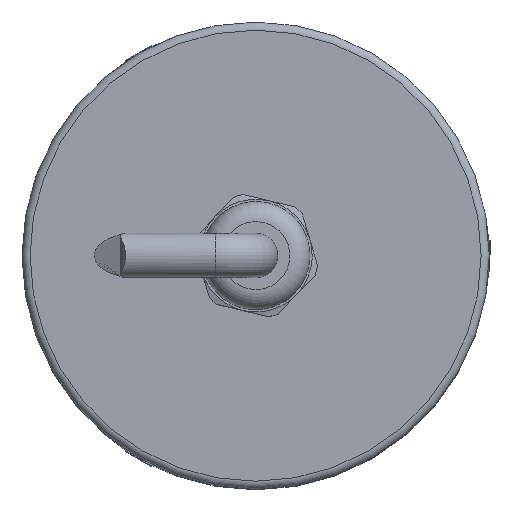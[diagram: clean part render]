
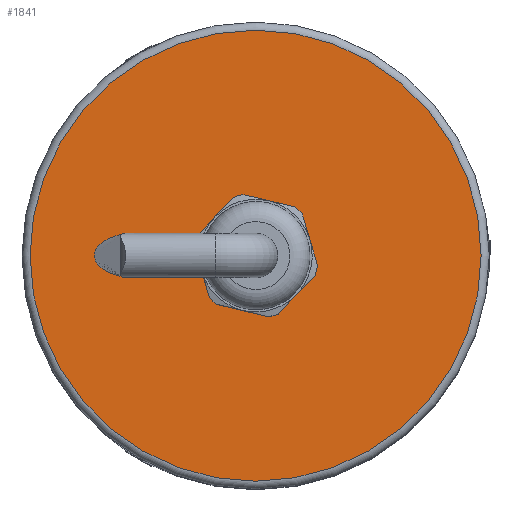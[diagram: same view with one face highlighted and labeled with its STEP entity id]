
A CAD part, top view. The second image highlights one B-rep face of the part: STEP entity #1841.
In plain terms, the highlighted planar face has unit normal (0, 0, 1).
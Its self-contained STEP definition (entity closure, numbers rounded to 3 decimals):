
#300=PLANE($,#2019);
#352=FACE_BOUND($,#553,.T.);
#353=FACE_BOUND($,#554,.T.);
#553=EDGE_LOOP($,(#1386));
#554=EDGE_LOOP($,(#1387));
#686=CIRCLE($,#2018,28.);
#687=CIRCLE($,#2020,6.23);
#844=VERTEX_POINT($,#3019);
#845=VERTEX_POINT($,#3022);
#1075=EDGE_CURVE($,#844,#844,#686,.T.);
#1076=EDGE_CURVE($,#845,#845,#687,.T.);
#1386=ORIENTED_EDGE($,*,*,#1076,.F.);
#1387=ORIENTED_EDGE($,*,*,#1075,.F.);
#1841=ADVANCED_FACE($,(#352,#353),#300,.T.);
#2018=AXIS2_PLACEMENT_3D($,#3020,#2373,#2374);
#2019=AXIS2_PLACEMENT_3D($,#3021,#2375,#2376);
#2020=AXIS2_PLACEMENT_3D($,#3023,#2377,#2378);
#2373=DIRECTION('center_axis',(0.,0.,-1.));
#2374=DIRECTION('ref_axis',(1.,0.,0.));
#2375=DIRECTION('center_axis',(0.,0.,1.));
#2376=DIRECTION('ref_axis',(0.,-1.,0.));
#2377=DIRECTION('center_axis',(0.,0.,1.));
#2378=DIRECTION('ref_axis',(1.,0.,0.));
#3019=CARTESIAN_POINT('',(-28.,0.,45.));
#3020=CARTESIAN_POINT('Origin',(0.,0.,45.));
#3021=CARTESIAN_POINT('Origin',(0.,0.,
45.));
#3022=CARTESIAN_POINT('',(-6.23,0.,45.));
#3023=CARTESIAN_POINT('Origin',(0.,0.,45.));
